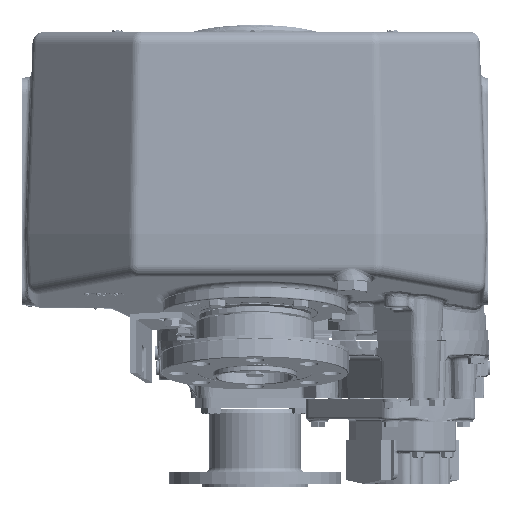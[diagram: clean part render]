
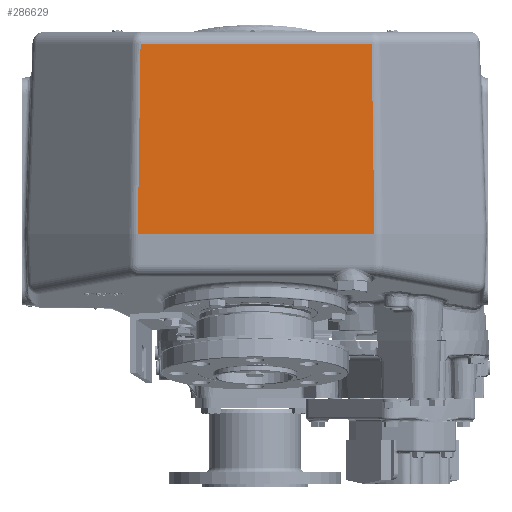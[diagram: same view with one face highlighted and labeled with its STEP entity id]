
A CAD part, front view. The second image highlights one B-rep face of the part: STEP entity #286629.
In plain terms, the highlighted planar face has unit normal (0, -0.999, 0.035).
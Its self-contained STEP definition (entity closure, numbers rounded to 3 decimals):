
#22089 = AXIS2_PLACEMENT_3D ( 'NONE', #57246, #57177, #58270 ) ;
#57177 = DIRECTION ( 'NONE',  ( 0., -0.999, 0.035 ) ) ;
#57246 = CARTESIAN_POINT ( 'NONE',  ( 0., -420., -254. ) ) ;
#57327 = PLANE ( 'NONE',  #22089 ) ;
#58270 = DIRECTION ( 'NONE',  ( 0., -0.035, -0.999 ) ) ;
#86928 = EDGE_CURVE ( 'NONE', #392104, #96156, #273150, .T. ) ;
#87086 = EDGE_CURVE ( 'NONE', #96156, #391369, #273481, .T. ) ;
#87233 = EDGE_CURVE ( 'NONE', #469267, #392104, #500722, .T. ) ;
#96156 = VERTEX_POINT ( 'NONE', #172736 ) ;
#99314 = CARTESIAN_POINT ( 'NONE',  ( -153.377, -420., -254. ) ) ;
#129494 = CARTESIAN_POINT ( 'NONE',  ( 152.767, -411.285, -4.442 ) ) ;
#172736 = CARTESIAN_POINT ( 'NONE',  ( -149.767, -411.285, -4.442 ) ) ;
#174101 = ORIENTED_EDGE ( 'NONE', *, *, #87086, .T. ) ;
#174405 = ORIENTED_EDGE ( 'NONE', *, *, #86928, .T. ) ;
#174765 = ORIENTED_EDGE ( 'NONE', *, *, #305144, .F. ) ;
#174769 = ORIENTED_EDGE ( 'NONE', *, *, #87233, .T. ) ;
#178781 = EDGE_LOOP ( 'NONE', ( #174101, #174765, #174769, #174405 ) ) ;
#188547 = FACE_OUTER_BOUND ( 'NONE', #178781, .T. ) ;
#219164 = LINE ( 'NONE', #262083, #219168 ) ;
#219168 = VECTOR ( 'NONE', #262368, 1000. ) ;
#262083 = CARTESIAN_POINT ( 'NONE',  ( 0., -420., -254. ) ) ;
#262368 = DIRECTION ( 'NONE',  ( -1., 0., 0. ) ) ;
#273150 = LINE ( 'NONE', #322064, #273153 ) ;
#273153 = VECTOR ( 'NONE', #322706, 1000. ) ;
#273454 = VECTOR ( 'NONE', #295611, 1000. ) ;
#273481 = LINE ( 'NONE', #295624, #273454 ) ;
#286629 = ADVANCED_FACE ( 'NONE', ( #188547 ), #57327, .T. ) ;
#294403 = DIRECTION ( 'NONE',  ( -0.014, 0.035, 0.999 ) ) ;
#294405 = CARTESIAN_POINT ( 'NONE',  ( 156.344, -419.921, -251.741 ) ) ;
#295611 = DIRECTION ( 'NONE',  ( -0.014, -0.035, -0.999 ) ) ;
#295624 = CARTESIAN_POINT ( 'NONE',  ( -153.345, -419.923, -251.785 ) ) ;
#305144 = EDGE_CURVE ( 'NONE', #469267, #391369, #219164, .T. ) ;
#322064 = CARTESIAN_POINT ( 'NONE',  ( -156.167, -411.285, -4.442 ) ) ;
#322706 = DIRECTION ( 'NONE',  ( -1., 0., 0. ) ) ;
#352369 = CARTESIAN_POINT ( 'NONE',  ( 156.377, -420., -254. ) ) ;
#391369 = VERTEX_POINT ( 'NONE', #99314 ) ;
#392104 = VERTEX_POINT ( 'NONE', #129494 ) ;
#469267 = VERTEX_POINT ( 'NONE', #352369 ) ;
#500694 = VECTOR ( 'NONE', #294403, 1000. ) ;
#500722 = LINE ( 'NONE', #294405, #500694 ) ;
